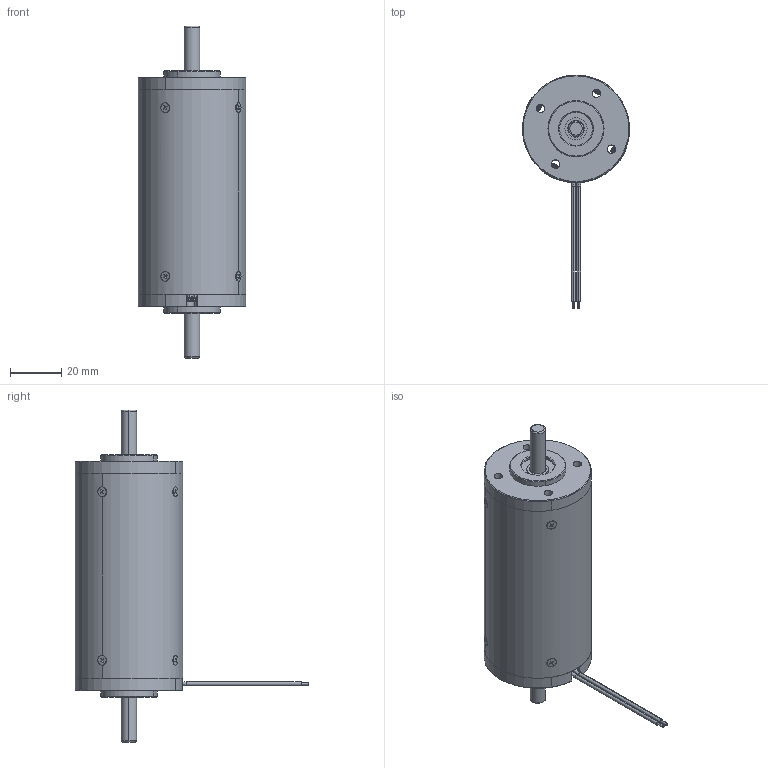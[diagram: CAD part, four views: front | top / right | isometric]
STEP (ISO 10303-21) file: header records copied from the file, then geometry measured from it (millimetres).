
FILE_DESCRIPTION (( 'STEP AP214' ), '1' );
FILE_NAME ('BD4290.STEP', '2025-12-04T00:59:18', ( 'Windows 蚚誧' ), ( 'Organization' ), 'SwSTEP 2.0', 'SolidWorks 2024', '' );
FILE_SCHEMA (( 'AUTOMOTIVE_DESIGN' ));
Length unit declared in the file: millimetre
Products named in the file (1): BD4290
Bounding box: 42 x 91.4 x 130 mm (x, y, z)
Volume: 35291.4 mm3; surface area: 38039.2 mm2
Topology: 15 solids, 15 shells, 751 faces, 2057 edges, 1332 vertices
Faces by surface type: cylinder 403, plane 226, torus 44, bspline 40, cone 38
Entity records: 65496 total; most frequent: CARTESIAN_POINT 47405, ORIENTED_EDGE 4114, DIRECTION 3157, EDGE_CURVE 2057, VERTEX_POINT 1332, AXIS2_PLACEMENT_3D 1096, VECTOR 965, LINE 965
